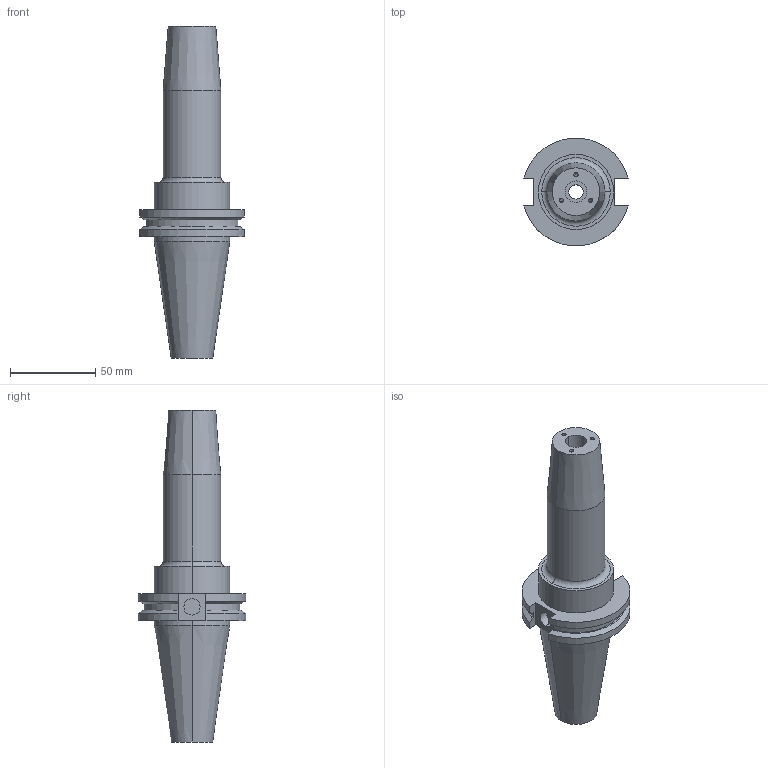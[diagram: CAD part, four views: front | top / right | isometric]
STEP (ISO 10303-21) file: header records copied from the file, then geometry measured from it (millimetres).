
FILE_DESCRIPTION (( 'STEP AP203' ), '1' );
FILE_NAME ('STP-29029B.STEP', '2019-07-24T05:38:48', ( '' ), ( '' ), 'SwSTEP 2.0', 'SolidWorks 2017', '' );
FILE_SCHEMA (( 'CONFIG_CONTROL_DESIGN' ));
Length unit declared in the file: millimetre
Products named in the file (1): STP-29029B
Bounding box: 61.35 x 63.26 x 195.25 mm (x, y, z)
Volume: 194830.8 mm3; surface area: 36315 mm2
Topology: 1 solids, 1 shells, 73 faces, 182 edges, 118 vertices
Faces by surface type: cylinder 32, plane 23, cone 10, bspline 6, torus 2
Entity records: 2559 total; most frequent: CARTESIAN_POINT 722, DIRECTION 370, ORIENTED_EDGE 364, EDGE_CURVE 182, AXIS2_PLACEMENT_3D 146, VERTEX_POINT 118, EDGE_LOOP 88, LINE 78
